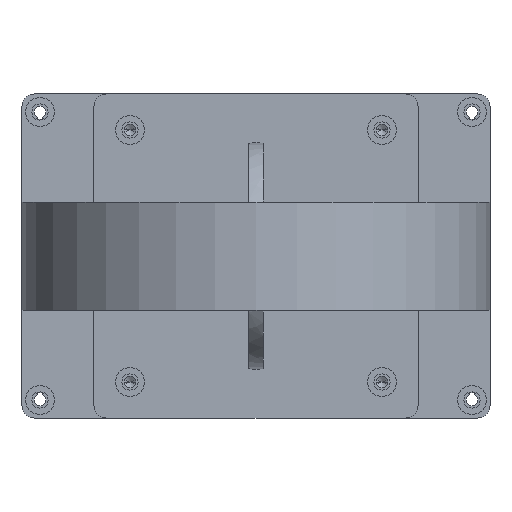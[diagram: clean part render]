
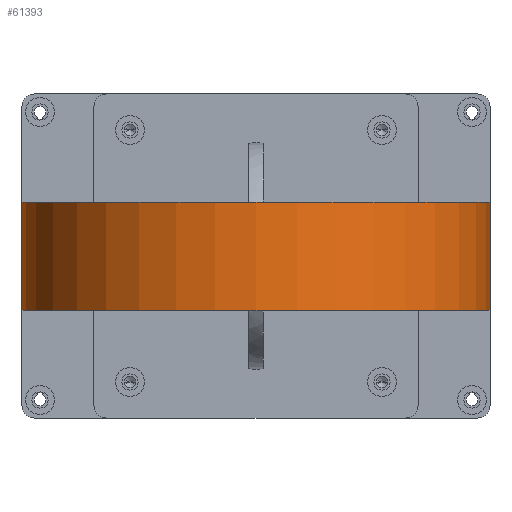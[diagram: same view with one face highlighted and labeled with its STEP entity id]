
A CAD part, front view. The second image highlights one B-rep face of the part: STEP entity #61393.
In plain terms, the highlighted cylindrical face has radius 65 mm (diameter 130 mm), a partial arc.
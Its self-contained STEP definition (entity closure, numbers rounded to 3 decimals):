
#574 = DIRECTION ( 'NONE',  ( 0., 0., -1. ) ) ;
#4900 = EDGE_CURVE ( 'NONE', #6198, #40590, #53042, .T. ) ;
#6198 = VERTEX_POINT ( 'NONE', #70825 ) ;
#6948 = CYLINDRICAL_SURFACE ( 'NONE', #59336, 65. ) ;
#9009 = VERTEX_POINT ( 'NONE', #48378 ) ;
#11325 = DIRECTION ( 'NONE',  ( 0., 0., -1. ) ) ;
#12553 = CIRCLE ( 'NONE', #65074, 65. ) ;
#15716 = VERTEX_POINT ( 'NONE', #95919 ) ;
#17456 = CARTESIAN_POINT ( 'NONE',  ( 0., 0., 15. ) ) ;
#18317 = ORIENTED_EDGE ( 'NONE', *, *, #71522, .F. ) ;
#23386 = CARTESIAN_POINT ( 'NONE',  ( -65., 0., 15. ) ) ;
#28113 = CIRCLE ( 'NONE', #89056, 65. ) ;
#32056 = EDGE_CURVE ( 'NONE', #40590, #9009, #28113, .T. ) ;
#37906 = DIRECTION ( 'NONE',  ( 1., 0., 0. ) ) ;
#40590 = VERTEX_POINT ( 'NONE', #95091 ) ;
#44726 = ORIENTED_EDGE ( 'NONE', *, *, #4900, .T. ) ;
#48378 = CARTESIAN_POINT ( 'NONE',  ( 65., 0., -15. ) ) ;
#53042 = LINE ( 'NONE', #23386, #125914 ) ;
#59336 = AXIS2_PLACEMENT_3D ( 'NONE', #17456, #76710, #95102 ) ;
#60374 = ORIENTED_EDGE ( 'NONE', *, *, #32056, .T. ) ;
#61291 = ORIENTED_EDGE ( 'NONE', *, *, #79107, .F. ) ;
#61393 = ADVANCED_FACE ( 'NONE', ( #116130 ), #6948, .T. ) ;
#65074 = AXIS2_PLACEMENT_3D ( 'NONE', #90312, #65752, #95320 ) ;
#65752 = DIRECTION ( 'NONE',  ( 0., 0., 1. ) ) ;
#70825 = CARTESIAN_POINT ( 'NONE',  ( -65., 0., 15. ) ) ;
#71198 = CARTESIAN_POINT ( 'NONE',  ( 65., 0., 15. ) ) ;
#71522 = EDGE_CURVE ( 'NONE', #15716, #9009, #121127, .T. ) ;
#76710 = DIRECTION ( 'NONE',  ( 0., 0., -1. ) ) ;
#79107 = EDGE_CURVE ( 'NONE', #6198, #15716, #12553, .T. ) ;
#86048 = VECTOR ( 'NONE', #11325, 1000. ) ;
#89056 = AXIS2_PLACEMENT_3D ( 'NONE', #119354, #118718, #37906 ) ;
#90312 = CARTESIAN_POINT ( 'NONE',  ( 0., 0., 15. ) ) ;
#95091 = CARTESIAN_POINT ( 'NONE',  ( -65., 0., -15. ) ) ;
#95102 = DIRECTION ( 'NONE',  ( -1., 0., 0. ) ) ;
#95320 = DIRECTION ( 'NONE',  ( 1., 0., 0. ) ) ;
#95919 = CARTESIAN_POINT ( 'NONE',  ( 65., 0., 15. ) ) ;
#115859 = EDGE_LOOP ( 'NONE', ( #18317, #61291, #44726, #60374 ) ) ;
#116130 = FACE_OUTER_BOUND ( 'NONE', #115859, .T. ) ;
#118718 = DIRECTION ( 'NONE',  ( 0., 0., 1. ) ) ;
#119354 = CARTESIAN_POINT ( 'NONE',  ( 0., 0., -15. ) ) ;
#121127 = LINE ( 'NONE', #71198, #86048 ) ;
#125914 = VECTOR ( 'NONE', #574, 1000. ) ;
